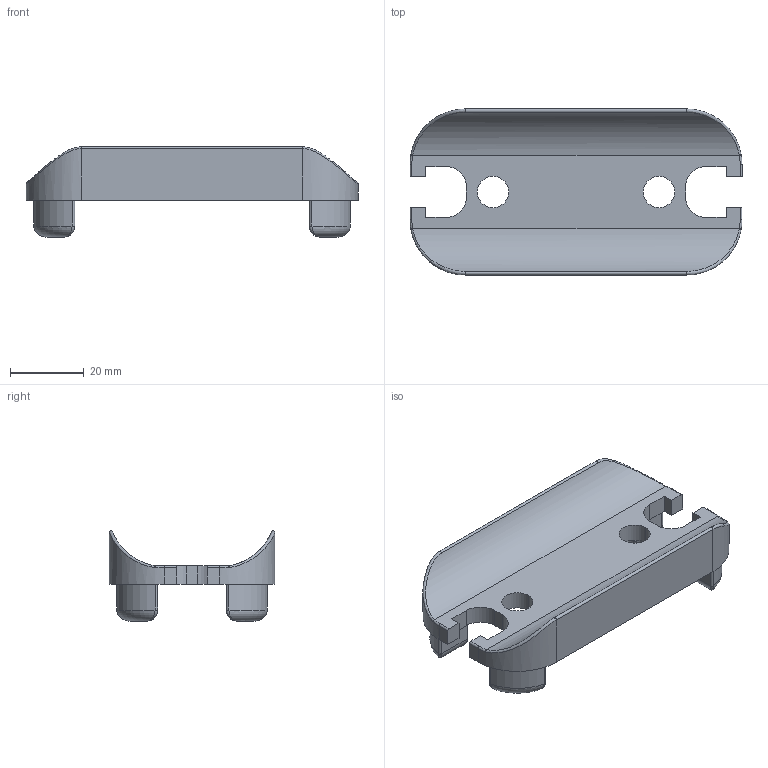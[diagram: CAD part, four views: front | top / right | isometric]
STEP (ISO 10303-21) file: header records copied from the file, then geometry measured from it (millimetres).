
FILE_DESCRIPTION (( 'STEP AP203' ), '1' );
FILE_NAME ('800.029.106-2.STEP', '2013-01-21T10:43:51', ( '' ), ( '' ), 'SwSTEP 2.0', 'SolidWorks 2011', '' );
FILE_SCHEMA (( 'CONFIG_CONTROL_DESIGN' ));
Length unit declared in the file: millimetre
Products named in the file (1): 800.029.106-2
Bounding box: 90 x 45 x 24.48 mm (x, y, z)
Volume: 26911.7 mm3; surface area: 12038 mm2
Topology: 1 solids, 1 shells, 104 faces, 262 edges, 152 vertices
Faces by surface type: cylinder 46, plane 34, bspline 16, torus 8
Entity records: 4427 total; most frequent: CARTESIAN_POINT 2019, ORIENTED_EDGE 500, DIRECTION 468, EDGE_CURVE 250, AXIS2_PLACEMENT_3D 169, VERTEX_POINT 152, VECTOR 130, LINE 130
